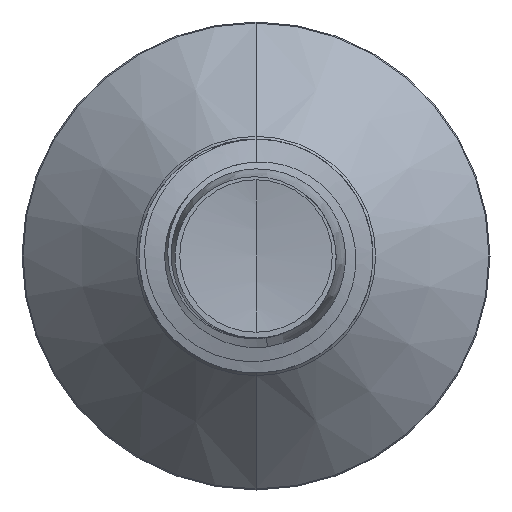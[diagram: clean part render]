
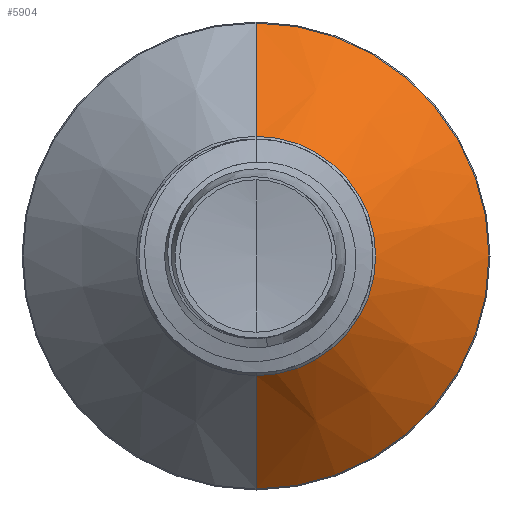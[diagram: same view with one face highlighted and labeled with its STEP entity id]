
A CAD part, front view. The second image highlights one B-rep face of the part: STEP entity #5904.
In plain terms, the highlighted conical face has half-angle 45 degrees and reference radius 2.302 mm.
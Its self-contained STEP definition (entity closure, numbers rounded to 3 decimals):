
#535 = ORIENTED_EDGE ( 'NONE', *, *, #7627, .T. ) ;
#570 = CIRCLE ( 'NONE', #14968, 2.302 ) ;
#1137 = DIRECTION ( 'NONE',  ( 0., 1., 0. ) ) ;
#1203 = CARTESIAN_POINT ( 'NONE',  ( 0., 4.102, 2.302 ) ) ;
#1217 = VERTEX_POINT ( 'NONE', #2632 ) ;
#1338 = VECTOR ( 'NONE', #16555, 1000. ) ;
#1593 = LINE ( 'NONE', #6250, #1338 ) ;
#1892 = CARTESIAN_POINT ( 'NONE',  ( 0., 4.102, -2.302 ) ) ;
#2084 = CONICAL_SURFACE ( 'NONE', #3807, 2.302, 0.785 ) ;
#2604 = DIRECTION ( 'NONE',  ( 0., 0.707, 0.707 ) ) ;
#2632 = CARTESIAN_POINT ( 'NONE',  ( 0., 6.28, -4.48 ) ) ;
#2696 = FACE_OUTER_BOUND ( 'NONE', #6089, .T. ) ;
#2809 = VERTEX_POINT ( 'NONE', #1892 ) ;
#2909 = CARTESIAN_POINT ( 'NONE',  ( 0., 4.102, 2.302 ) ) ;
#3413 = EDGE_CURVE ( 'NONE', #13455, #1217, #6957, .T. ) ;
#3736 = ORIENTED_EDGE ( 'NONE', *, *, #3413, .F. ) ;
#3807 = AXIS2_PLACEMENT_3D ( 'NONE', #4122, #11907, #15753 ) ;
#4122 = CARTESIAN_POINT ( 'NONE',  ( 0., 4.102, 0. ) ) ;
#4184 = DIRECTION ( 'NONE',  ( 0., 1., 0. ) ) ;
#5904 = ADVANCED_FACE ( 'NONE', ( #2696 ), #2084, .T. ) ;
#5956 = VECTOR ( 'NONE', #2604, 1000. ) ;
#6089 = EDGE_LOOP ( 'NONE', ( #9608, #535, #3736, #12904 ) ) ;
#6250 = CARTESIAN_POINT ( 'NONE',  ( 0., 4.102, -2.302 ) ) ;
#6878 = AXIS2_PLACEMENT_3D ( 'NONE', #9084, #1137, #10378 ) ;
#6957 = CIRCLE ( 'NONE', #6878, 4.48 ) ;
#7627 = EDGE_CURVE ( 'NONE', #2809, #1217, #1593, .T. ) ;
#7960 = EDGE_CURVE ( 'NONE', #12103, #2809, #570, .T. ) ;
#9084 = CARTESIAN_POINT ( 'NONE',  ( 0., 6.28, 0. ) ) ;
#9446 = CARTESIAN_POINT ( 'NONE',  ( 0., 6.28, 4.48 ) ) ;
#9608 = ORIENTED_EDGE ( 'NONE', *, *, #7960, .T. ) ;
#10195 = LINE ( 'NONE', #1203, #5956 ) ;
#10378 = DIRECTION ( 'NONE',  ( 0., 0., 1. ) ) ;
#11907 = DIRECTION ( 'NONE',  ( 0., 1., 0. ) ) ;
#11967 = CARTESIAN_POINT ( 'NONE',  ( 0., 4.102, 0. ) ) ;
#12103 = VERTEX_POINT ( 'NONE', #2909 ) ;
#12904 = ORIENTED_EDGE ( 'NONE', *, *, #14659, .F. ) ;
#13284 = DIRECTION ( 'NONE',  ( 0., 0., 1. ) ) ;
#13455 = VERTEX_POINT ( 'NONE', #9446 ) ;
#14659 = EDGE_CURVE ( 'NONE', #12103, #13455, #10195, .T. ) ;
#14968 = AXIS2_PLACEMENT_3D ( 'NONE', #11967, #4184, #13284 ) ;
#15753 = DIRECTION ( 'NONE',  ( 0., 0., 1. ) ) ;
#16555 = DIRECTION ( 'NONE',  ( 0., 0.707, -0.707 ) ) ;
